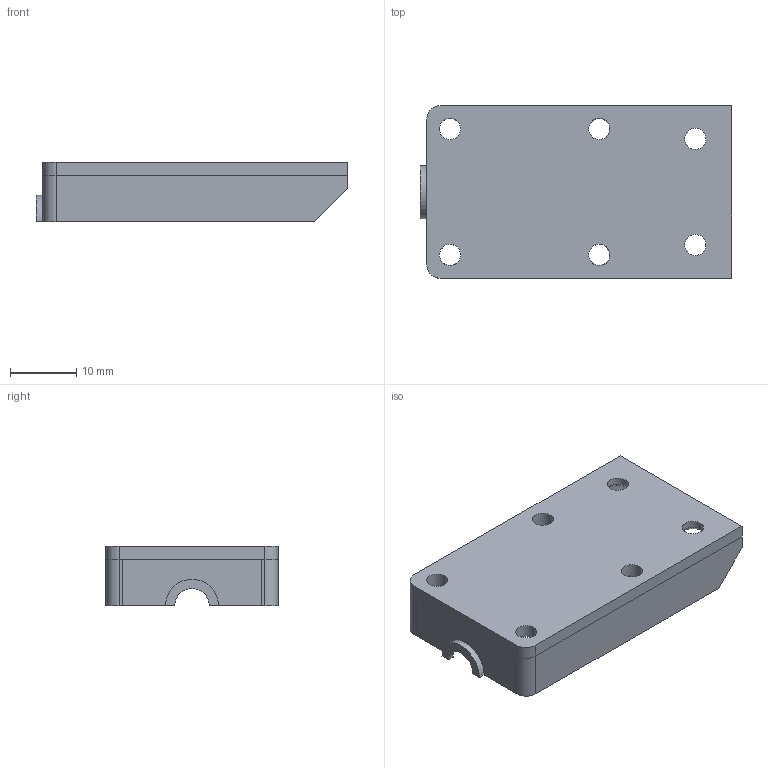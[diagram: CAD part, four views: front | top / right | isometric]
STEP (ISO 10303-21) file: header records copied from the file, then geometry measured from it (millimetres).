
FILE_DESCRIPTION(('FreeCAD Model'),'2;1');
FILE_NAME('Open CASCADE Shape Model','2024-11-22T15:29:26',(''),(''), 'Open CASCADE STEP processor 7.6','FreeCAD','Unknown');
FILE_SCHEMA(('AUTOMOTIVE_DESIGN { 1 0 10303 214 1 1 1 1 }'));
Length unit declared in the file: millimetre
Products named in the file (1): Fillet004
Bounding box: 47 x 26 x 9 mm (x, y, z)
Volume: 4428.2 mm3; surface area: 4537.4 mm2
Topology: 1 solids, 1 shells, 57 faces, 159 edges, 98 vertices
Faces by surface type: plane 37, cylinder 18, cone 2
Full cylindrical faces by diameter (mm): 3.2 x6
Entity records: 1861 total; most frequent: DIRECTION 325, ORIENTED_EDGE 318, CARTESIAN_POINT 315, EDGE_CURVE 159, LINE 109, VECTOR 109, AXIS2_PLACEMENT_3D 108, VERTEX_POINT 98
